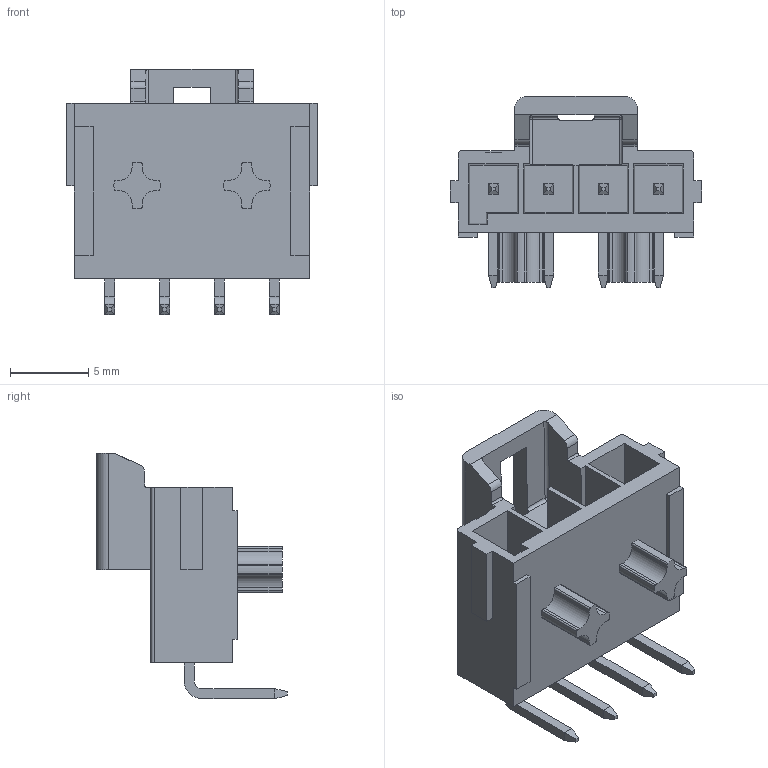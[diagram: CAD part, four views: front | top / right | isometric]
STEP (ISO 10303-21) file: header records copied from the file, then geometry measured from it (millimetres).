
FILE_DESCRIPTION((''),'2;1');
FILE_NAME('1723101304','2015-07-31T',('me'),(''),'PRO/ENGINEER BY PARAMETRIC TECHNOLOGY CORPORATION, 2011490','PRO/ENGINEER BY PARAMETRIC TECHNOLOGY CORPORATION, 2011490','');
FILE_SCHEMA(('CONFIG_CONTROL_DESIGN'));
Length unit declared in the file: millimetre
Products named in the file (1): 1723101304
Bounding box: 16 x 12.16 x 15.63 mm (x, y, z)
Volume: 674.3 mm3; surface area: 1437.9 mm2
Topology: 1 solids, 1 shells, 321 faces, 890 edges, 584 vertices
Faces by surface type: plane 215, cylinder 104, sphere 2
Entity records: 10253 total; most frequent: CARTESIAN_POINT 1808, ORIENTED_EDGE 1756, DIRECTION 1746, EDGE_CURVE 878, VECTOR 670, LINE 670, VERTEX_POINT 572, AXIS2_PLACEMENT_3D 538
